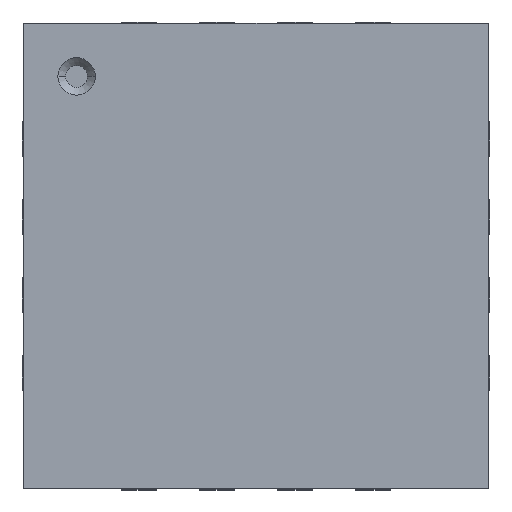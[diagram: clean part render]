
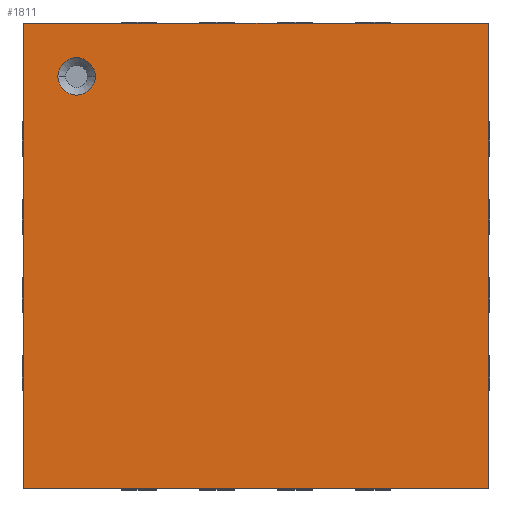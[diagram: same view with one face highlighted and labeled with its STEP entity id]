
A CAD part, top view. The second image highlights one B-rep face of the part: STEP entity #1811.
In plain terms, the highlighted planar face has unit normal (0, 0, 1).
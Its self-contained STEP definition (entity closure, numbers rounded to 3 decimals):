
#134 = CARTESIAN_POINT ( 'NONE',  ( -1.49, -1.49, 0.92 ) ) ;
#423 = ORIENTED_EDGE ( 'NONE', *, *, #3380, .T. ) ;
#535 = DIRECTION ( 'NONE',  ( 1., 0., 0. ) ) ;
#536 = AXIS2_PLACEMENT_3D ( 'NONE', #2260, #5121, #2668 ) ;
#668 = DIRECTION ( 'NONE',  ( 0., 1., 0. ) ) ;
#689 = ORIENTED_EDGE ( 'NONE', *, *, #4277, .F. ) ;
#1088 = EDGE_LOOP ( 'NONE', ( #1753, #689 ) ) ;
#1343 = VERTEX_POINT ( 'NONE', #4186 ) ;
#1356 = CIRCLE ( 'NONE', #5061, 0.12 ) ;
#1479 = CARTESIAN_POINT ( 'NONE',  ( 1.49, 1.49, 0.92 ) ) ;
#1535 = AXIS2_PLACEMENT_3D ( 'NONE', #134, #2957, #535 ) ;
#1576 = VECTOR ( 'NONE', #3368, 1000. ) ;
#1700 = VECTOR ( 'NONE', #5249, 1000. ) ;
#1753 = ORIENTED_EDGE ( 'NONE', *, *, #3145, .F. ) ;
#1811 = ADVANCED_FACE ( 'NONE', ( #5273, #2274 ), #3756, .T. ) ;
#2260 = CARTESIAN_POINT ( 'NONE',  ( -1.15, 1.15, 0.92 ) ) ;
#2274 = FACE_OUTER_BOUND ( 'NONE', #3348, .T. ) ;
#2317 = DIRECTION ( 'NONE',  ( 0., 0., 1. ) ) ;
#2432 = CARTESIAN_POINT ( 'NONE',  ( -1.49, 1.49, 0.92 ) ) ;
#2518 = EDGE_CURVE ( 'NONE', #2845, #4122, #5130, .T. ) ;
#2598 = VERTEX_POINT ( 'NONE', #4124 ) ;
#2646 = EDGE_CURVE ( 'NONE', #5179, #2845, #4852, .T. ) ;
#2668 = DIRECTION ( 'NONE',  ( 1., 0., 0. ) ) ;
#2697 = CARTESIAN_POINT ( 'NONE',  ( 1.49, 1.49, 0.92 ) ) ;
#2829 = DIRECTION ( 'NONE',  ( 0., -1., 0. ) ) ;
#2845 = VERTEX_POINT ( 'NONE', #2934 ) ;
#2934 = CARTESIAN_POINT ( 'NONE',  ( -1.49, 1.49, 0.92 ) ) ;
#2936 = VECTOR ( 'NONE', #2829, 1000. ) ;
#2957 = DIRECTION ( 'NONE',  ( 0., 0., 1. ) ) ;
#2960 = CARTESIAN_POINT ( 'NONE',  ( -1.49, 1.49, 0.92 ) ) ;
#3145 = EDGE_CURVE ( 'NONE', #3946, #1343, #4014, .T. ) ;
#3198 = ORIENTED_EDGE ( 'NONE', *, *, #3460, .T. ) ;
#3348 = EDGE_LOOP ( 'NONE', ( #3817, #3198, #423, #3748 ) ) ;
#3368 = DIRECTION ( 'NONE',  ( -1., 0., 0. ) ) ;
#3380 = EDGE_CURVE ( 'NONE', #2598, #5179, #3744, .T. ) ;
#3460 = EDGE_CURVE ( 'NONE', #4122, #2598, #3881, .T. ) ;
#3744 = LINE ( 'NONE', #2697, #4724 ) ;
#3746 = CARTESIAN_POINT ( 'NONE',  ( -1.03, 1.15, 0.92 ) ) ;
#3748 = ORIENTED_EDGE ( 'NONE', *, *, #2646, .T. ) ;
#3756 = PLANE ( 'NONE',  #1535 ) ;
#3803 = CARTESIAN_POINT ( 'NONE',  ( -1.49, -1.49, 0.92 ) ) ;
#3817 = ORIENTED_EDGE ( 'NONE', *, *, #2518, .T. ) ;
#3881 = LINE ( 'NONE', #4828, #1700 ) ;
#3946 = VERTEX_POINT ( 'NONE', #3746 ) ;
#4014 = CIRCLE ( 'NONE', #536, 0.12 ) ;
#4122 = VERTEX_POINT ( 'NONE', #3803 ) ;
#4124 = CARTESIAN_POINT ( 'NONE',  ( 1.49, -1.49, 0.92 ) ) ;
#4186 = CARTESIAN_POINT ( 'NONE',  ( -1.27, 1.15, 0.92 ) ) ;
#4277 = EDGE_CURVE ( 'NONE', #1343, #3946, #1356, .T. ) ;
#4724 = VECTOR ( 'NONE', #668, 1000. ) ;
#4759 = CARTESIAN_POINT ( 'NONE',  ( -1.15, 1.15, 0.92 ) ) ;
#4828 = CARTESIAN_POINT ( 'NONE',  ( -1.49, -1.49, 0.92 ) ) ;
#4852 = LINE ( 'NONE', #2960, #1576 ) ;
#5061 = AXIS2_PLACEMENT_3D ( 'NONE', #4759, #2317, #5181 ) ;
#5121 = DIRECTION ( 'NONE',  ( 0., 0., 1. ) ) ;
#5130 = LINE ( 'NONE', #2432, #2936 ) ;
#5179 = VERTEX_POINT ( 'NONE', #1479 ) ;
#5181 = DIRECTION ( 'NONE',  ( 1., 0., 0. ) ) ;
#5249 = DIRECTION ( 'NONE',  ( 1., 0., 0. ) ) ;
#5273 = FACE_BOUND ( 'NONE', #1088, .T. ) ;
